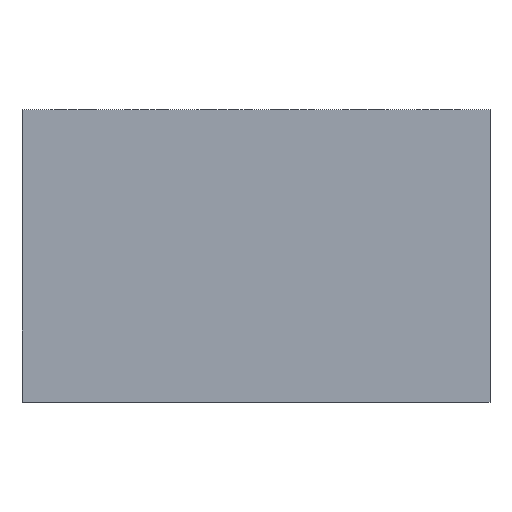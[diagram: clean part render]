
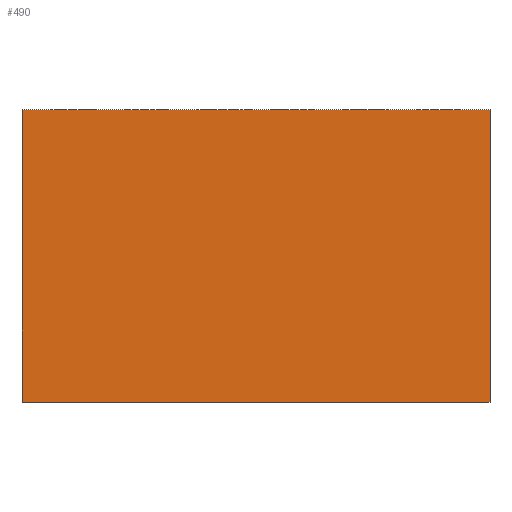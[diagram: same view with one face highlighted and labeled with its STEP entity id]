
A CAD part, top view. The second image highlights one B-rep face of the part: STEP entity #490.
In plain terms, the highlighted planar face has unit normal (0, 0, 1).
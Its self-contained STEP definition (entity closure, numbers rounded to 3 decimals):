
#32 = CARTESIAN_POINT ( 'NONE',  ( 38., 2., 10. ) ) ;
#134 = CARTESIAN_POINT ( 'NONE',  ( 38., 22., 10. ) ) ;
#147 = VECTOR ( 'NONE', #1027, 1000. ) ;
#246 = VERTEX_POINT ( 'NONE', #503 ) ;
#293 = ORIENTED_EDGE ( 'NONE', *, *, #465, .T. ) ;
#312 = DIRECTION ( 'NONE',  ( 0., 1., 0. ) ) ;
#317 = DIRECTION ( 'NONE',  ( 0., -1., 0. ) ) ;
#376 = EDGE_LOOP ( 'NONE', ( #918, #802, #293, #594 ) ) ;
#383 = VECTOR ( 'NONE', #312, 1000. ) ;
#388 = VERTEX_POINT ( 'NONE', #32 ) ;
#392 = DIRECTION ( 'NONE',  ( -1., 0., 0. ) ) ;
#397 = VECTOR ( 'NONE', #392, 1000. ) ;
#400 = LINE ( 'NONE', #134, #383 ) ;
#430 = CARTESIAN_POINT ( 'NONE',  ( 0., 0., 10. ) ) ;
#439 = CARTESIAN_POINT ( 'NONE',  ( 6., 2., 10. ) ) ;
#465 = EDGE_CURVE ( 'NONE', #388, #246, #400, .T. ) ;
#488 = AXIS2_PLACEMENT_3D ( 'NONE', #430, #517, #615 ) ;
#490 = ADVANCED_FACE ( 'NONE', ( #518 ), #1008, .T. ) ;
#503 = CARTESIAN_POINT ( 'NONE',  ( 38., 22., 10. ) ) ;
#507 = LINE ( 'NONE', #819, #972 ) ;
#517 = DIRECTION ( 'NONE',  ( 0., 0., 1. ) ) ;
#518 = FACE_OUTER_BOUND ( 'NONE', #376, .T. ) ;
#568 = CARTESIAN_POINT ( 'NONE',  ( 6., 22., 10. ) ) ;
#594 = ORIENTED_EDGE ( 'NONE', *, *, #884, .T. ) ;
#615 = DIRECTION ( 'NONE',  ( 1., 0., 0. ) ) ;
#619 = EDGE_CURVE ( 'NONE', #1210, #388, #1031, .T. ) ;
#778 = CARTESIAN_POINT ( 'NONE',  ( 6., 22., 10. ) ) ;
#802 = ORIENTED_EDGE ( 'NONE', *, *, #619, .T. ) ;
#819 = CARTESIAN_POINT ( 'NONE',  ( 6., 22., 10. ) ) ;
#825 = VERTEX_POINT ( 'NONE', #778 ) ;
#832 = CARTESIAN_POINT ( 'NONE',  ( 6., 2., 10. ) ) ;
#884 = EDGE_CURVE ( 'NONE', #246, #825, #908, .T. ) ;
#908 = LINE ( 'NONE', #568, #397 ) ;
#918 = ORIENTED_EDGE ( 'NONE', *, *, #1087, .T. ) ;
#972 = VECTOR ( 'NONE', #317, 1000. ) ;
#1008 = PLANE ( 'NONE',  #488 ) ;
#1027 = DIRECTION ( 'NONE',  ( 1., 0., 0. ) ) ;
#1031 = LINE ( 'NONE', #439, #147 ) ;
#1087 = EDGE_CURVE ( 'NONE', #825, #1210, #507, .T. ) ;
#1210 = VERTEX_POINT ( 'NONE', #832 ) ;
